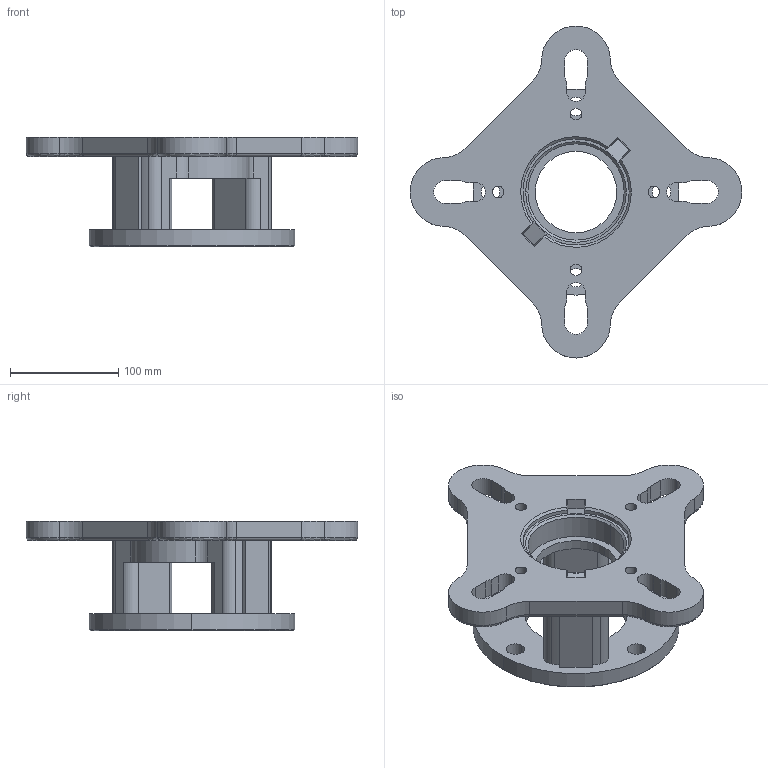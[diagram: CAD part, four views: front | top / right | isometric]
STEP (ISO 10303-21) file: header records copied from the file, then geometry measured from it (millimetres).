
FILE_DESCRIPTION (( 'STEP AP214' ), '1' );
FILE_NAME ('SMR4-CF.step', '2016-11-22T21:14:23', ( '' ), ( '' ), 'SwSTEP 2.0', 'SolidWorks 2016', '' );
FILE_SCHEMA (( 'AUTOMOTIVE_DESIGN' ));
Length unit declared in the file: inch
Products named in the file (1): SMR4-CF
Bounding box: 306.32 x 306.32 x 101.5 mm (x, y, z)
Volume: 1275956.4 mm3; surface area: 188867.1 mm2
Topology: 1 solids, 1 shells, 228 faces, 630 edges, 413 vertices
Faces by surface type: plane 99, cylinder 83, bspline 37, cone 9
Entity records: 8788 total; most frequent: CARTESIAN_POINT 2978, ORIENTED_EDGE 1260, DIRECTION 1128, EDGE_CURVE 630, VERTEX_POINT 413, AXIS2_PLACEMENT_3D 383, VECTOR 362, LINE 362
